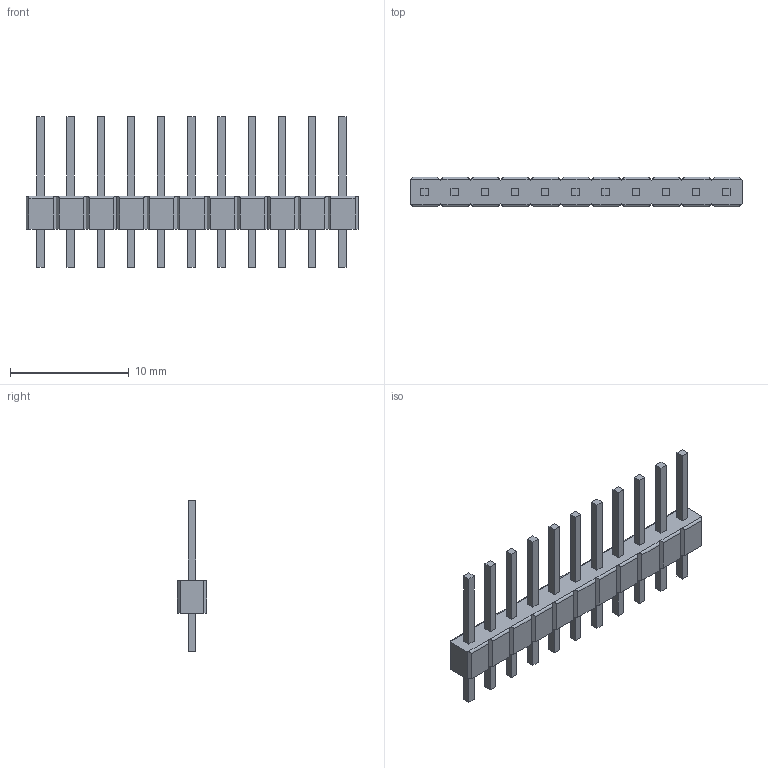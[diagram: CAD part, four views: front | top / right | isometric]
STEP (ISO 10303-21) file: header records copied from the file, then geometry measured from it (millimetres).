
FILE_DESCRIPTION(/* description */ (''),/* implementation_level */ '2;1');
FILE_NAME(/* name */ '1-826629-2--3DModel-STEP-1.step',/* time_stamp */ '2025-11-01T21:15:03-03:00',/* author */ (''),/* organization */ (''),/* preprocessor_version */ 'ST-DEVELOPER v20.1',/* originating_system */ 'Autodesk Translation Framework v14.17.0.0',/* authorisation */ '');
FILE_SCHEMA (('AUTOMOTIVE_DESIGN { 1 0 10303 214 3 1 1 }'));
Length unit declared in the file: millimetre
Products named in the file (1): 2025-11-02-00-05-34-842
Bounding box: 27.94 x 2.5 x 12.7 mm (x, y, z)
Volume: 234.6 mm3; surface area: 587.5 mm2
Topology: 1 solids, 1 shells, 202 faces, 534 edges, 356 vertices
Faces by surface type: plane 180, cylinder 22
Entity records: 6195 total; most frequent: CARTESIAN_POINT 1093, ORIENTED_EDGE 1068, DIRECTION 984, EDGE_CURVE 534, LINE 490, VECTOR 490, VERTEX_POINT 356, AXIS2_PLACEMENT_3D 247
